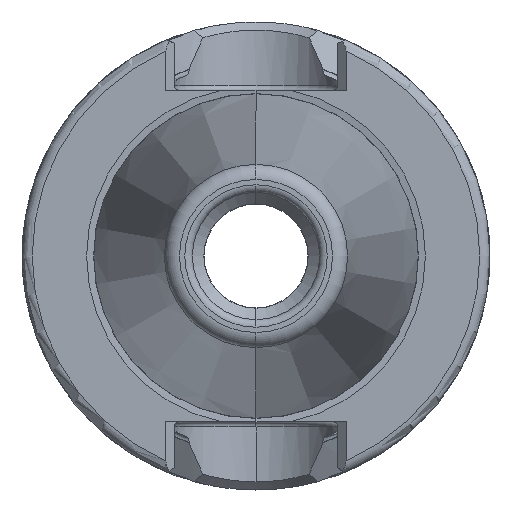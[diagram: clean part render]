
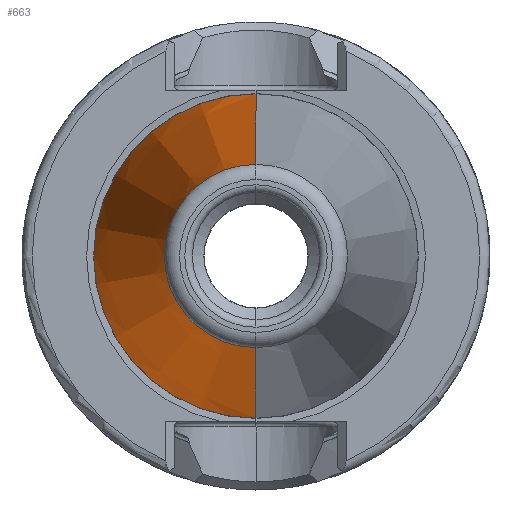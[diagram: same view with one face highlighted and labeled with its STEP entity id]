
A CAD part, left-side view. The second image highlights one B-rep face of the part: STEP entity #663.
In plain terms, the highlighted conical face has half-angle 8.297 degrees and reference radius 15.948 mm.
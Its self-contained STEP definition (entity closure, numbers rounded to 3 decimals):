
#201 = CARTESIAN_POINT ( 'NONE',  ( -52.9, 0., -15.948 ) ) ;
#210 = CARTESIAN_POINT ( 'NONE',  ( -100.516, 0., -9.004 ) ) ;
#426 = EDGE_LOOP ( 'NONE', ( #2861, #2876, #2893, #2917 ) ) ;
#663 = ADVANCED_FACE ( 'NONE', ( #3898 ), #3882, .T. ) ;
#734 = CARTESIAN_POINT ( 'NONE',  ( -100.516, 0., 9.004 ) ) ;
#771 = DIRECTION ( 'NONE',  ( -1., 0., 0. ) ) ;
#794 = AXIS2_PLACEMENT_3D ( 'NONE', #3660, #1758, #3912 ) ;
#799 = DIRECTION ( 'NONE',  ( 0.99, 0., -0.144 ) ) ;
#823 = AXIS2_PLACEMENT_3D ( 'NONE', #2706, #771, #3012 ) ;
#1175 = CARTESIAN_POINT ( 'NONE',  ( -52.9, 0., 15.948 ) ) ;
#1277 = AXIS2_PLACEMENT_3D ( 'NONE', #2308, #2466, #2317 ) ;
#1430 = CARTESIAN_POINT ( 'NONE',  ( -52.9, 0., 15.948 ) ) ;
#1665 = EDGE_CURVE ( 'NONE', #3757, #3036, #3192, .T. ) ;
#1679 = EDGE_CURVE ( 'NONE', #3757, #3356, #3158, .T. ) ;
#1688 = EDGE_CURVE ( 'NONE', #3356, #1919, #3160, .T. ) ;
#1697 = EDGE_CURVE ( 'NONE', #3036, #1919, #3145, .T. ) ;
#1758 = DIRECTION ( 'NONE',  ( -1., 0., 0. ) ) ;
#1919 = VERTEX_POINT ( 'NONE', #2694 ) ;
#2308 = CARTESIAN_POINT ( 'NONE',  ( -52.9, 0., 0. ) ) ;
#2317 = DIRECTION ( 'NONE',  ( 0., 0., -1. ) ) ;
#2466 = DIRECTION ( 'NONE',  ( 1., 0., 0. ) ) ;
#2694 = CARTESIAN_POINT ( 'NONE',  ( -52.9, 0., -15.948 ) ) ;
#2706 = CARTESIAN_POINT ( 'NONE',  ( -100.516, 0., 0. ) ) ;
#2861 = ORIENTED_EDGE ( 'NONE', *, *, #1665, .F. ) ;
#2876 = ORIENTED_EDGE ( 'NONE', *, *, #1679, .T. ) ;
#2893 = ORIENTED_EDGE ( 'NONE', *, *, #1688, .T. ) ;
#2917 = ORIENTED_EDGE ( 'NONE', *, *, #1697, .F. ) ;
#3012 = DIRECTION ( 'NONE',  ( 0., 0., 1. ) ) ;
#3036 = VERTEX_POINT ( 'NONE', #210 ) ;
#3138 = VECTOR ( 'NONE', #799, 1000. ) ;
#3145 = LINE ( 'NONE', #201, #3138 ) ;
#3158 = LINE ( 'NONE', #1430, #3164 ) ;
#3160 = CIRCLE ( 'NONE', #794, 15.948 ) ;
#3164 = VECTOR ( 'NONE', #3892, 1000. ) ;
#3192 = CIRCLE ( 'NONE', #823, 9.004 ) ;
#3356 = VERTEX_POINT ( 'NONE', #1175 ) ;
#3660 = CARTESIAN_POINT ( 'NONE',  ( -52.9, 0., 0. ) ) ;
#3757 = VERTEX_POINT ( 'NONE', #734 ) ;
#3882 = CONICAL_SURFACE ( 'NONE', #1277, 15.948, 0.145 ) ;
#3892 = DIRECTION ( 'NONE',  ( 0.99, 0., 0.144 ) ) ;
#3898 = FACE_OUTER_BOUND ( 'NONE', #426, .T. ) ;
#3912 = DIRECTION ( 'NONE',  ( 0., 0., 1. ) ) ;
